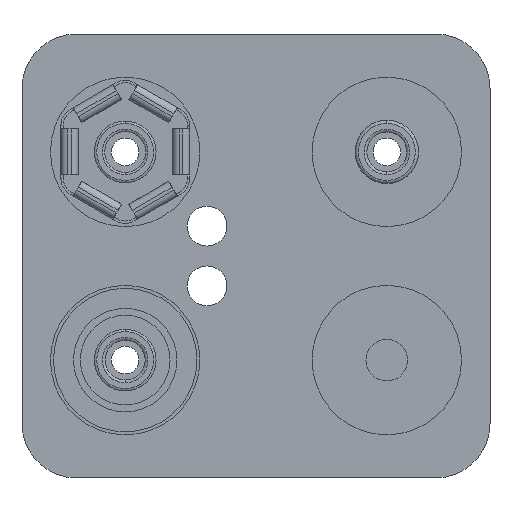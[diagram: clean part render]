
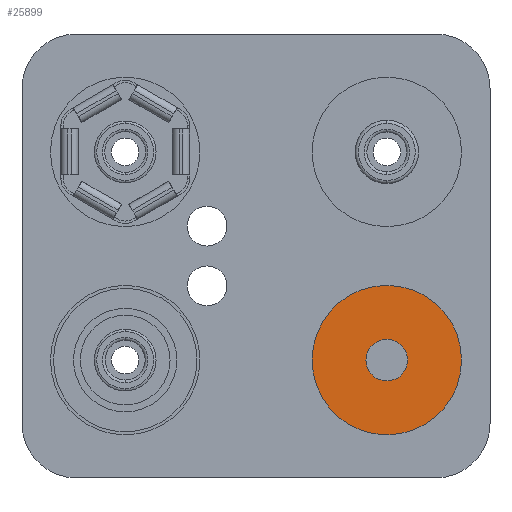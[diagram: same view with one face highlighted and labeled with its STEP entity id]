
A CAD part, left-side view. The second image highlights one B-rep face of the part: STEP entity #25899.
In plain terms, the highlighted planar face has unit normal (-1, 0, 0).
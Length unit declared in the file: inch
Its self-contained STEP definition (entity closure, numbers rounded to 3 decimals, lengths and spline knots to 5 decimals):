
#126 = CARTESIAN_POINT ( 'NONE',  ( -0.99783, -0.33189, 0.01486 ) ) ;
#186 = DIRECTION ( 'NONE',  ( 0., -1., 0. ) ) ;
#576 = VERTEX_POINT ( 'NONE', #1356 ) ;
#1356 = CARTESIAN_POINT ( 'NONE',  ( -0.99783, -0.28661, -0.14764 ) ) ;
#1479 = FACE_OUTER_BOUND ( 'NONE', #13451, .T. ) ;
#1525 = PLANE ( 'NONE',  #4086 ) ;
#2189 = CARTESIAN_POINT ( 'NONE',  ( -0.99783, -0.28661, 0.01486 ) ) ;
#3879 = CARTESIAN_POINT ( 'NONE',  ( -0.99783, -0.28661, 0.01486 ) ) ;
#4086 = AXIS2_PLACEMENT_3D ( 'NONE', #20225, #13260, #27630 ) ;
#4265 = CIRCLE ( 'NONE', #5573, 0.04528 ) ;
#4312 = EDGE_CURVE ( 'NONE', #20044, #576, #29032, .T. ) ;
#4450 = CARTESIAN_POINT ( 'NONE',  ( -0.99783, -0.28661, 0.01486 ) ) ;
#4494 = AXIS2_PLACEMENT_3D ( 'NONE', #4450, #26124, #28490 ) ;
#4784 = DIRECTION ( 'NONE',  ( 0., 0., -1. ) ) ;
#4811 = AXIS2_PLACEMENT_3D ( 'NONE', #23554, #23965, #4784 ) ;
#5145 = ORIENTED_EDGE ( 'NONE', *, *, #20858, .F. ) ;
#5573 = AXIS2_PLACEMENT_3D ( 'NONE', #2189, #9013, #186 ) ;
#9013 = DIRECTION ( 'NONE',  ( -1., 0., 0. ) ) ;
#10290 = EDGE_LOOP ( 'NONE', ( #5145, #17903 ) ) ;
#12665 = CIRCLE ( 'NONE', #4494, 0.04528 ) ;
#13260 = DIRECTION ( 'NONE',  ( 1., 0., 0. ) ) ;
#13451 = EDGE_LOOP ( 'NONE', ( #28000, #27539 ) ) ;
#13573 = DIRECTION ( 'NONE',  ( -1., 0., 0. ) ) ;
#14027 = AXIS2_PLACEMENT_3D ( 'NONE', #3879, #13573, #15984 ) ;
#14996 = CIRCLE ( 'NONE', #4811, 0.1625 ) ;
#15464 = EDGE_CURVE ( 'NONE', #24353, #22189, #12665, .T. ) ;
#15984 = DIRECTION ( 'NONE',  ( 0., 0., -1. ) ) ;
#17903 = ORIENTED_EDGE ( 'NONE', *, *, #15464, .F. ) ;
#20044 = VERTEX_POINT ( 'NONE', #30212 ) ;
#20225 = CARTESIAN_POINT ( 'NONE',  ( -0.99783, -0.28661, 0.01486 ) ) ;
#20858 = EDGE_CURVE ( 'NONE', #22189, #24353, #4265, .T. ) ;
#22189 = VERTEX_POINT ( 'NONE', #126 ) ;
#22239 = EDGE_CURVE ( 'NONE', #576, #20044, #14996, .T. ) ;
#23554 = CARTESIAN_POINT ( 'NONE',  ( -0.99783, -0.28661, 0.01486 ) ) ;
#23965 = DIRECTION ( 'NONE',  ( -1., 0., 0. ) ) ;
#24353 = VERTEX_POINT ( 'NONE', #25782 ) ;
#24579 = FACE_BOUND ( 'NONE', #10290, .T. ) ;
#25782 = CARTESIAN_POINT ( 'NONE',  ( -0.99783, -0.24134, 0.01486 ) ) ;
#25899 = ADVANCED_FACE ( 'NONE', ( #24579, #1479 ), #1525, .F. ) ;
#26124 = DIRECTION ( 'NONE',  ( -1., 0., 0. ) ) ;
#27539 = ORIENTED_EDGE ( 'NONE', *, *, #4312, .T. ) ;
#27630 = DIRECTION ( 'NONE',  ( 0., 0., -1. ) ) ;
#28000 = ORIENTED_EDGE ( 'NONE', *, *, #22239, .T. ) ;
#28490 = DIRECTION ( 'NONE',  ( 0., -1., 0. ) ) ;
#29032 = CIRCLE ( 'NONE', #14027, 0.1625 ) ;
#30212 = CARTESIAN_POINT ( 'NONE',  ( -0.99783, -0.28661, 0.17736 ) ) ;
